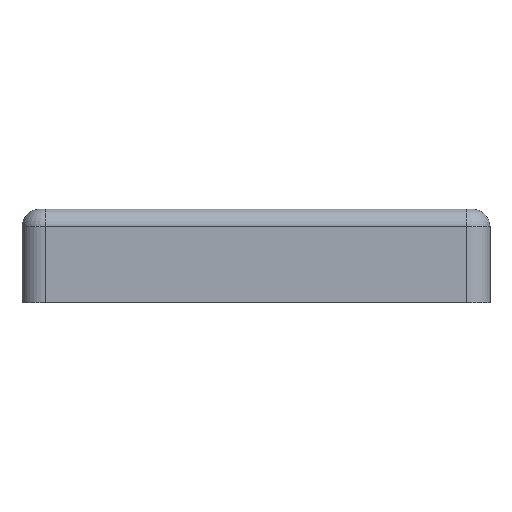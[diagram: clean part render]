
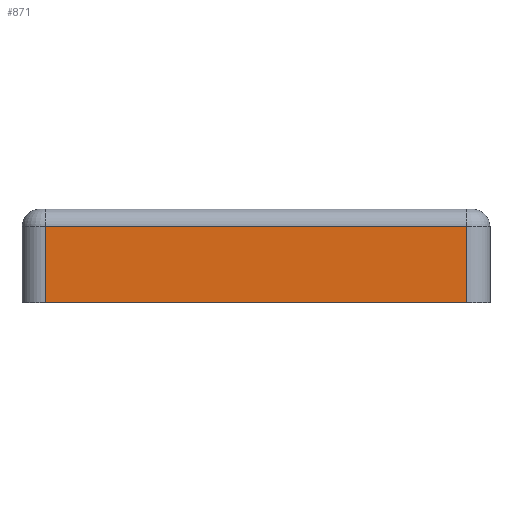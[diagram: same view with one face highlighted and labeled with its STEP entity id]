
A CAD part, left-side view. The second image highlights one B-rep face of the part: STEP entity #871.
In plain terms, the highlighted planar face has unit normal (-1, 0, 0).
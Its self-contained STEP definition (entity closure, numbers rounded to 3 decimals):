
#65 = DIRECTION ( 'NONE',  ( 0., 0., -1. ) ) ;
#267 = CARTESIAN_POINT ( 'NONE',  ( -40., -36., 16. ) ) ;
#425 = DIRECTION ( 'NONE',  ( 0., 0., -1. ) ) ;
#689 = CARTESIAN_POINT ( 'NONE',  ( -40., -36., 0. ) ) ;
#726 = EDGE_CURVE ( 'NONE', #843, #3714, #3289, .T. ) ;
#843 = VERTEX_POINT ( 'NONE', #2813 ) ;
#871 = ADVANCED_FACE ( 'NONE', ( #1966 ), #1088, .F. ) ;
#1034 = ORIENTED_EDGE ( 'NONE', *, *, #726, .T. ) ;
#1088 = PLANE ( 'NONE',  #6649 ) ;
#1464 = DIRECTION ( 'NONE',  ( 0., 0., 1. ) ) ;
#1567 = DIRECTION ( 'NONE',  ( 0., 1., 0. ) ) ;
#1598 = VECTOR ( 'NONE', #1567, 1000. ) ;
#1679 = EDGE_CURVE ( 'NONE', #4467, #4093, #6394, .T. ) ;
#1808 = CARTESIAN_POINT ( 'NONE',  ( -40., -40., 16. ) ) ;
#1837 = VECTOR ( 'NONE', #1464, 1000. ) ;
#1944 = VECTOR ( 'NONE', #425, 1000. ) ;
#1966 = FACE_OUTER_BOUND ( 'NONE', #6389, .T. ) ;
#2138 = LINE ( 'NONE', #3400, #1944 ) ;
#2813 = CARTESIAN_POINT ( 'NONE',  ( -40., 36., 0. ) ) ;
#2830 = CARTESIAN_POINT ( 'NONE',  ( -40., -36., 13. ) ) ;
#3037 = ORIENTED_EDGE ( 'NONE', *, *, #1679, .T. ) ;
#3289 = LINE ( 'NONE', #4639, #5931 ) ;
#3376 = CARTESIAN_POINT ( 'NONE',  ( -40., 36., 13. ) ) ;
#3400 = CARTESIAN_POINT ( 'NONE',  ( -40., 36., 16. ) ) ;
#3714 = VERTEX_POINT ( 'NONE', #689 ) ;
#3805 = ORIENTED_EDGE ( 'NONE', *, *, #4002, .T. ) ;
#4002 = EDGE_CURVE ( 'NONE', #4093, #843, #2138, .T. ) ;
#4087 = CARTESIAN_POINT ( 'NONE',  ( -40., 36., 13. ) ) ;
#4093 = VERTEX_POINT ( 'NONE', #4087 ) ;
#4467 = VERTEX_POINT ( 'NONE', #2830 ) ;
#4639 = CARTESIAN_POINT ( 'NONE',  ( -40., -40., 0. ) ) ;
#4820 = EDGE_CURVE ( 'NONE', #3714, #4467, #6454, .T. ) ;
#5931 = VECTOR ( 'NONE', #6096, 1000. ) ;
#6096 = DIRECTION ( 'NONE',  ( 0., -1., 0. ) ) ;
#6389 = EDGE_LOOP ( 'NONE', ( #6540, #3037, #3805, #1034 ) ) ;
#6394 = LINE ( 'NONE', #3376, #1598 ) ;
#6454 = LINE ( 'NONE', #267, #1837 ) ;
#6540 = ORIENTED_EDGE ( 'NONE', *, *, #4820, .T. ) ;
#6649 = AXIS2_PLACEMENT_3D ( 'NONE', #1808, #7697, #65 ) ;
#7697 = DIRECTION ( 'NONE',  ( 1., 0., 0. ) ) ;
